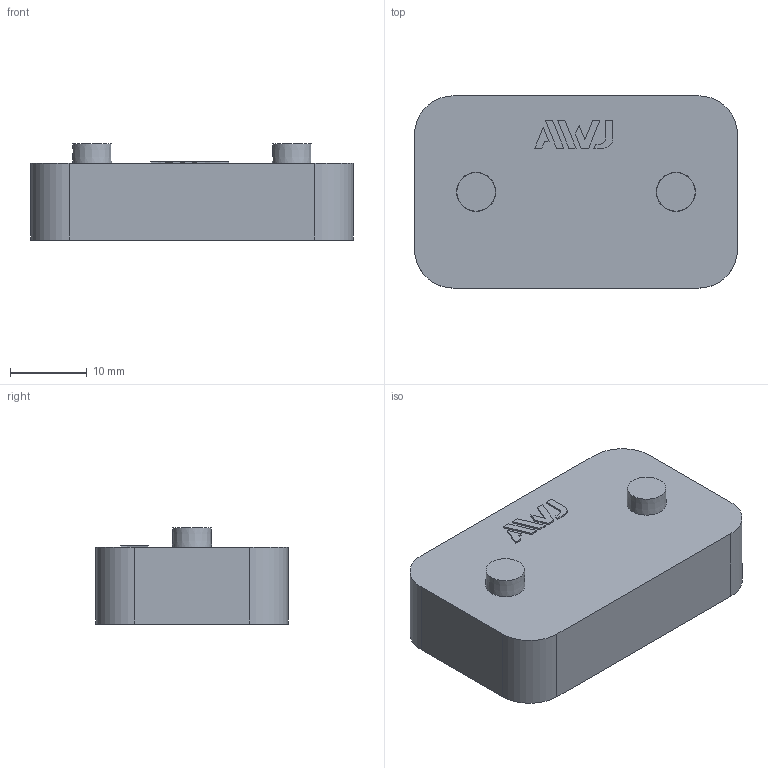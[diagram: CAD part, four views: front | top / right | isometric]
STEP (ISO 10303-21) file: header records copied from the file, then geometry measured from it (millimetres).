
FILE_DESCRIPTION( ( 'STEP AP203' ), '1' );
FILE_NAME( 'SG40・50SU.step', '2022-07-20T00:51:38', ( ' ' ), ( ' ' ), 'XStep 1.0', ' ', ' ' );
FILE_SCHEMA( ( 'CONFIG_CONTROL_DESIGN' ) );
Length unit declared in the file: millimetre
Products named in the file (1): 1
Bounding box: 42 x 25 x 12.5 mm (x, y, z)
Volume: 6960.9 mm3; surface area: 6775.8 mm2
Topology: 1 solids, 1 shells, 236 faces, 596 edges, 398 vertices
Faces by surface type: plane 228, cylinder 6, cone 2
Entity records: 6968 total; most frequent: CARTESIAN_POINT 1225, ORIENTED_EDGE 1184, DIRECTION 1082, EDGE_CURVE 592, LINE 576, VECTOR 576, VERTEX_POINT 396, EDGE_LOOP 274
